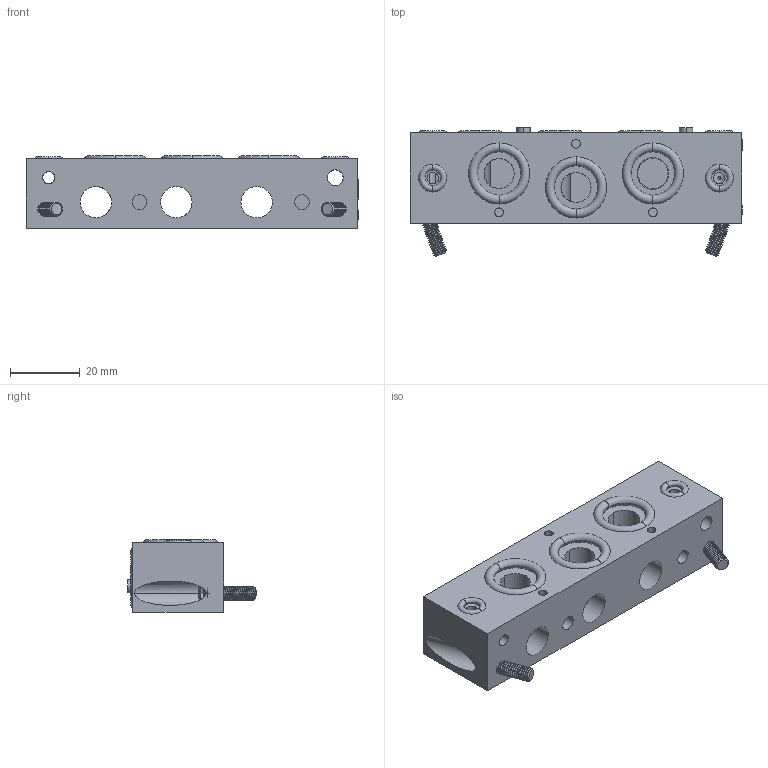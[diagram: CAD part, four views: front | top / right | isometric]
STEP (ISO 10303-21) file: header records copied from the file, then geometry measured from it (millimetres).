
FILE_DESCRIPTION (( 'STEP AP214' ), '1' );
FILE_NAME ('07_052_2.STEP', '2016-06-28T06:20:51', ( '' ), ( '' ), 'SwSTEP 2.0', 'SolidWorks 2016', '' );
FILE_SCHEMA (( 'AUTOMOTIVE_DESIGN' ));
Length unit declared in the file: millimetre
Products named in the file (1): 07_052_2
Bounding box: 95 x 36.84 x 20.82 mm (x, y, z)
Volume: 40601.1 mm3; surface area: 17910.5 mm2
Topology: 15 solids, 15 shells, 460 faces, 1124 edges, 693 vertices
Faces by surface type: cone 196, cylinder 152, plane 64, torus 48
Entity records: 14174 total; most frequent: DIRECTION 2702, CARTESIAN_POINT 2612, ORIENTED_EDGE 2236, AXIS2_PLACEMENT_3D 1145, EDGE_CURVE 1118, VERTEX_POINT 693, CIRCLE 684, EDGE_LOOP 503
